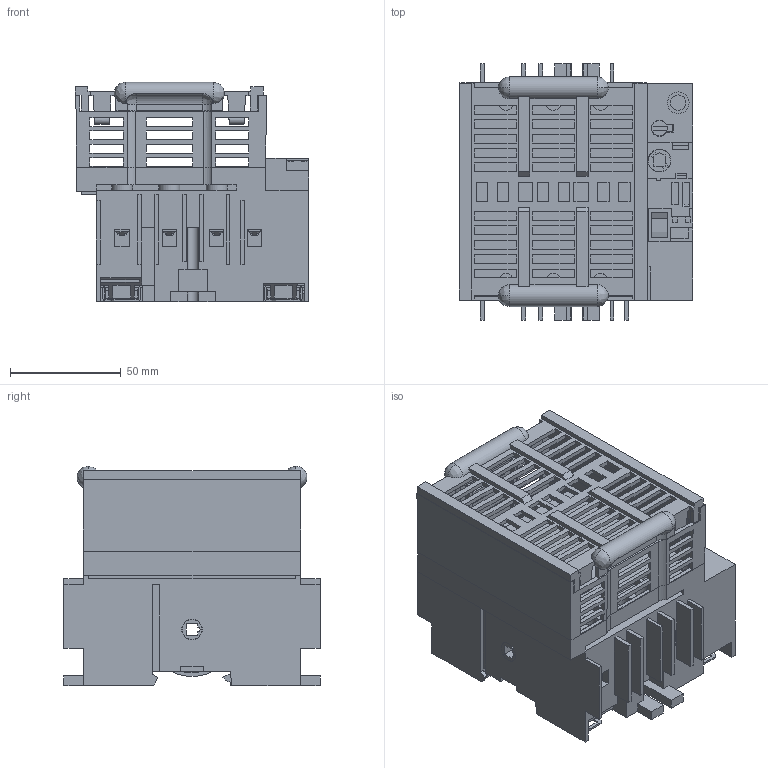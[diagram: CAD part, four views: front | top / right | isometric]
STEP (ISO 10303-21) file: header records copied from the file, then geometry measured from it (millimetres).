
FILE_DESCRIPTION (( 'STEP AP214' ), '1' );
FILE_NAME ('37104004.step', '2016-05-09T12:23:28', ( '' ), ( '' ), 'SwSTEP 2.0', 'SolidWorks 2015', '' );
FILE_SCHEMA (( 'AUTOMOTIVE_DESIGN' ));
Length unit declared in the file: inch
Products named in the file (1): 37104004
Bounding box: 105.5 x 116 x 99.2 mm (x, y, z)
Volume: 527531.5 mm3; surface area: 137331.5 mm2
Topology: 3 solids, 8 shells, 2210 faces, 6331 edges, 4185 vertices
Faces by surface type: plane 1893, cylinder 272, bspline 32, cone 13
Entity records: 73813 total; most frequent: CARTESIAN_POINT 15436, ORIENTED_EDGE 12654, DIRECTION 11132, EDGE_CURVE 6327, LINE 5614, VECTOR 5614, VERTEX_POINT 4185, AXIS2_PLACEMENT_3D 2759
